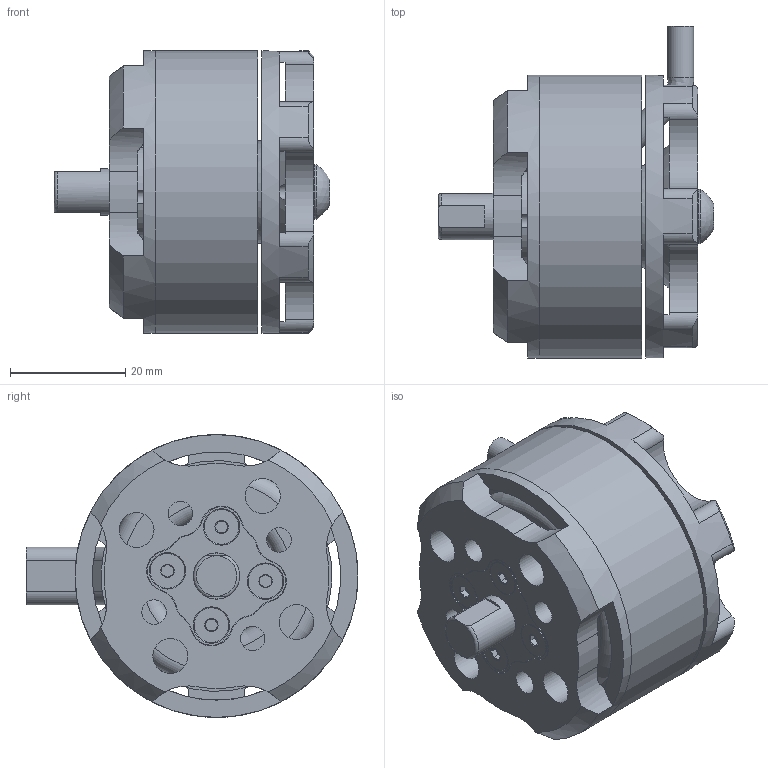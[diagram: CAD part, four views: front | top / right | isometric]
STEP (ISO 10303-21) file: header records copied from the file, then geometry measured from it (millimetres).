
FILE_DESCRIPTION(/* description */ (''),/* implementation_level */ '2;1');
FILE_NAME(/* name */ 'JCR 4935 V1.3 Seth Flange Shaft With Wires.step',/* time_stamp */ '2023-10-30T10:28:29-04:00',/* author */ (''),/* organization */ (''),/* preprocessor_version */ 'ST-DEVELOPER v20',/* originating_system */ 'Autodesk Translation Framework v12.14.0.127',/* authorisation */ '');
FILE_SCHEMA (('AUTOMOTIVE_DESIGN { 1 0 10303 214 3 1 1 }'));
Length unit declared in the file: millimetre
Products named in the file (10): JCR 4935 V1.3 Seth Flange Shaft; frontplate; stator4012; rearplate; Ironring; shaft; 698zz; 688zz; 91306A665_NO THREADS_Button Head Hex Drive Screws; 91294A125_NO THREADS_Black-Oxide Alloy Steel Hex Drive Flat Head Scre
w
Assembly tree (12 placements, depth 2):
  JCR 4935 V1.3 Seth Flange Shaft
    frontplate
    stator4012
    rearplate
    Ironring
    shaft
    698zz
    688zz
    91306A665_NO THREADS_Button Head Hex Drive Screws
    91294A125_NO THREADS_Black-Oxide Alloy Steel Hex Drive Flat Head Scre
w  x4
Bounding box: 47.75 x 57.5 x 49 mm (x, y, z)
Volume: 43953.1 mm3; surface area: 32442.8 mm2
Topology: 22 solids, 22 shells, 505 faces, 1323 edges, 855 vertices
Faces by surface type: cylinder 238, plane 183, cone 69, torus 12, bspline 2, sphere 1
Full cylindrical faces by diameter (mm): 2.529 x8, 3 x4, 3.2 x4, 4.2 x1, 4.234 x10, 5 x1, 6 x4, 6.05 x4, 8 x5, 9 x1, 12 x1, 16 x3, 19 x2, 40 x1, 43 x1, 45 x1, 45.6 x1, 46 x1, 46.2 x2, 49 x3
Entity records: 15342 total; most frequent: CARTESIAN_POINT 3150, DIRECTION 2666, ORIENTED_EDGE 2428, EDGE_CURVE 1214, AXIS2_PLACEMENT_3D 1095, VERTEX_POINT 795, CIRCLE 545, EDGE_LOOP 523
